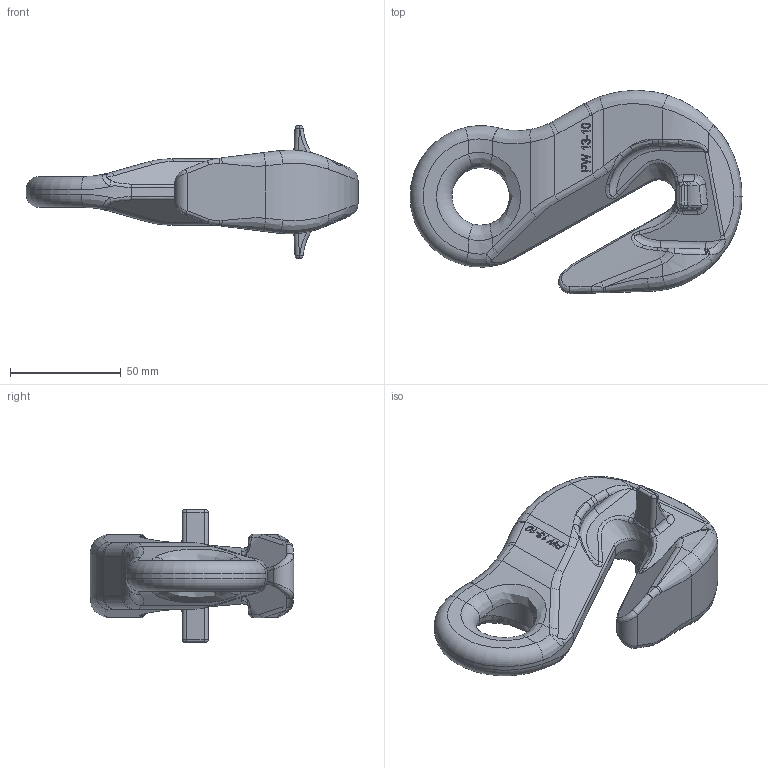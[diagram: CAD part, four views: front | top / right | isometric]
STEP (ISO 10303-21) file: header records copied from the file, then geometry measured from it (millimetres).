
FILE_DESCRIPTION(/* description */ (''),/* implementation_level */ '2;1');
FILE_NAME(/* name */ 'pewag_PW_13.stp',/* time_stamp */ '2022-06-28T16:36:19+02:00',/* author */ (''),/* organization */ (''),/* preprocessor_version */ 'ST-DEVELOPER v16',/* originating_system */ 'SIEMENS PLM Software NX 11.0',/* authorisation */ '');
FILE_SCHEMA (('AUTOMOTIVE_DESIGN { 1 0 10303 214 3 1 1 1 }'));
Length unit declared in the file: millimetre
Products named in the file (1): KSE44B0A9CF4jy4
Bounding box: 150.21 x 92 x 60 mm (x, y, z)
Volume: 202628.7 mm3; surface area: 30094.6 mm2
Topology: 1 solids, 1 shells, 386 faces, 931 edges, 560 vertices
Faces by surface type: bspline 162, plane 106, extrusion 59, cylinder 48, torus 11
Entity records: 18572 total; most frequent: CARTESIAN_POINT 11033, ORIENTED_EDGE 1852, DIRECTION 1020, EDGE_CURVE 926, VERTEX_POINT 560, B_SPLINE_CURVE_WITH_KNOTS 554, EDGE_LOOP 406, ADVANCED_FACE 386
